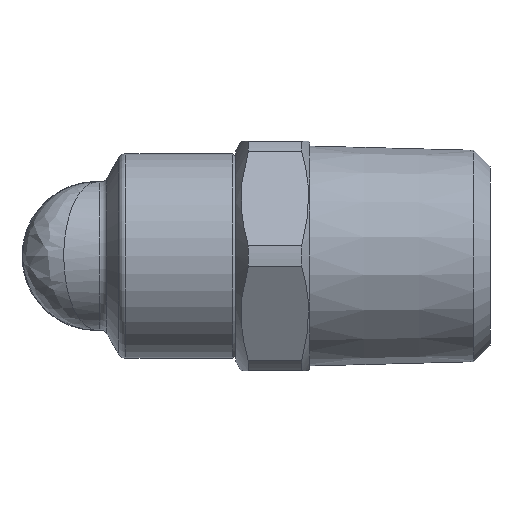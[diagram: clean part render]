
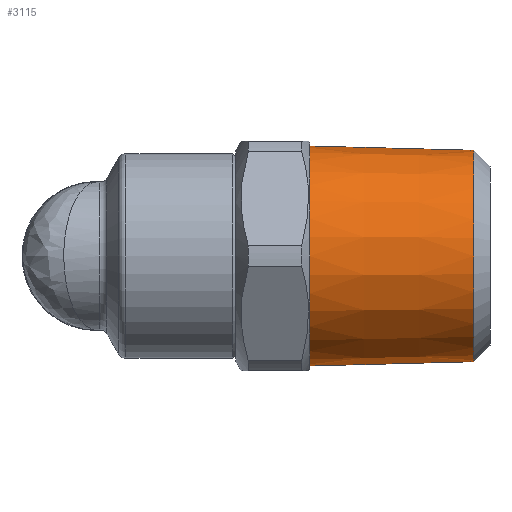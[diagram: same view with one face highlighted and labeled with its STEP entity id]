
A CAD part, left-side view. The second image highlights one B-rep face of the part: STEP entity #3115.
In plain terms, the highlighted conical face has half-angle 1.47 degrees and reference radius 6.707 mm.
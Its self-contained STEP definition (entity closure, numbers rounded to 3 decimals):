
#103 = DIRECTION ( 'NONE',  ( 0., 1., 0.026 ) ) ;
#104 = VECTOR ( 'NONE', #103, 1000. ) ;
#105 = CARTESIAN_POINT ( 'NONE',  ( 0., -13., 6.707 ) ) ;
#106 = LINE ( 'NONE', #105, #104 ) ;
#158 = CARTESIAN_POINT ( 'NONE',  ( 0., -13., 6.707 ) ) ;
#164 = CARTESIAN_POINT ( 'NONE',  ( 0., -13., -6.707 ) ) ;
#174 = DIRECTION ( 'NONE',  ( 0., 1., -0.026 ) ) ;
#175 = VECTOR ( 'NONE', #174, 1000. ) ;
#176 = CARTESIAN_POINT ( 'NONE',  ( 0., -13., -6.707 ) ) ;
#177 = LINE ( 'NONE', #176, #175 ) ;
#436 = DIRECTION ( 'NONE',  ( 0., 0., -1. ) ) ;
#437 = DIRECTION ( 'NONE',  ( 0., -1., 0. ) ) ;
#438 = CARTESIAN_POINT ( 'NONE',  ( 0., -23., 0. ) ) ;
#439 = AXIS2_PLACEMENT_3D ( 'NONE', #438, #437, #436 ) ;
#443 = CIRCLE ( 'NONE', #439, 6.45 ) ;
#1157 = DIRECTION ( 'NONE',  ( 0., 0., -1. ) ) ;
#1158 = DIRECTION ( 'NONE',  ( 0., -1., 0. ) ) ;
#1159 = CARTESIAN_POINT ( 'NONE',  ( 0., -13., 0. ) ) ;
#1160 = AXIS2_PLACEMENT_3D ( 'NONE', #1159, #1158, #1157 ) ;
#1161 = CIRCLE ( 'NONE', #1160, 6.707 ) ;
#1162 = DIRECTION ( 'NONE',  ( 0., 0., 1. ) ) ;
#1163 = DIRECTION ( 'NONE',  ( 0., 1., 0. ) ) ;
#1164 = AXIS2_PLACEMENT_3D ( 'NONE', #1165, #1163, #1162 ) ;
#1165 = CARTESIAN_POINT ( 'NONE',  ( 0., -13., 0. ) ) ;
#1166 = CONICAL_SURFACE ( 'NONE', #1164, 6.707, 0.026 ) ;
#1167 = FACE_OUTER_BOUND ( 'NONE', #2985, .T. ) ;
#2336 = CARTESIAN_POINT ( 'NONE',  ( 0., -23., -6.45 ) ) ;
#2376 = CARTESIAN_POINT ( 'NONE',  ( 0., -23., 6.45 ) ) ;
#2686 = VERTEX_POINT ( 'NONE', #2336 ) ;
#2706 = VERTEX_POINT ( 'NONE', #2376 ) ;
#2757 = EDGE_CURVE ( 'NONE', #2686, #2758, #177, .T. ) ;
#2758 = VERTEX_POINT ( 'NONE', #164 ) ;
#2761 = VERTEX_POINT ( 'NONE', #158 ) ;
#2774 = EDGE_CURVE ( 'NONE', #2706, #2761, #106, .T. ) ;
#2984 = EDGE_CURVE ( 'NONE', #2706, #2686, #443, .T. ) ;
#2985 = EDGE_LOOP ( 'NONE', ( #3116, #3117, #3118, #3119 ) ) ;
#3115 = ADVANCED_FACE ( 'NONE', ( #1167 ), #1166, .T. ) ;
#3116 = ORIENTED_EDGE ( 'NONE', *, *, #2757, .F. ) ;
#3117 = ORIENTED_EDGE ( 'NONE', *, *, #2984, .F. ) ;
#3118 = ORIENTED_EDGE ( 'NONE', *, *, #2774, .T. ) ;
#3119 = ORIENTED_EDGE ( 'NONE', *, *, #3120, .T. ) ;
#3120 = EDGE_CURVE ( 'NONE', #2761, #2758, #1161, .T. ) ;
